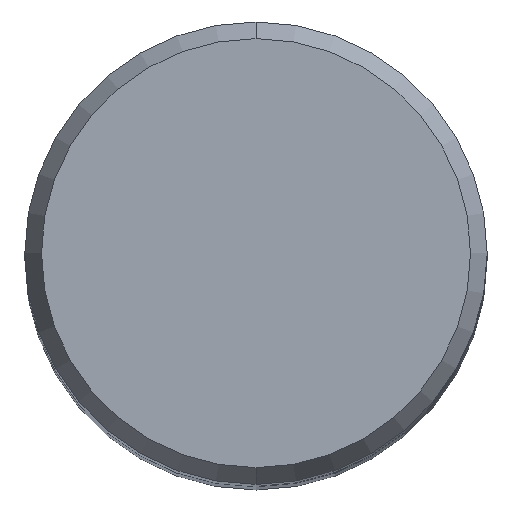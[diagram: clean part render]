
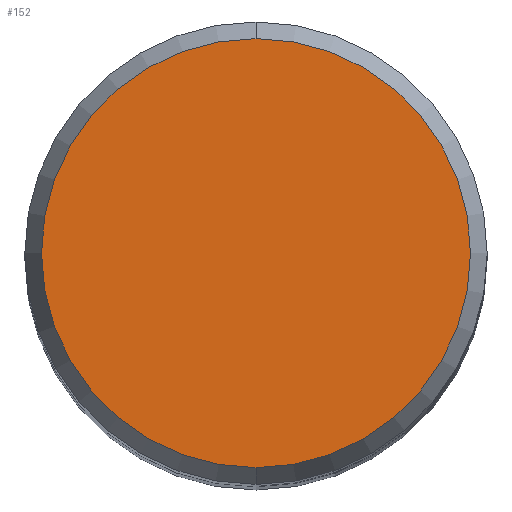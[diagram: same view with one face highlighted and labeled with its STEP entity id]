
A CAD part, top view. The second image highlights one B-rep face of the part: STEP entity #152.
In plain terms, the highlighted planar face has unit normal (0, 0, 1).
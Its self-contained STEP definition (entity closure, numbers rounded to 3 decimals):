
#84=EDGE_CURVE('',#134,#104,#205,.T.);
#104=VERTEX_POINT('',#226);
#134=VERTEX_POINT('',#263);
#152=ADVANCED_FACE('',(#283),#284,.T.);
#160=EDGE_CURVE('',#104,#134,#292,.T.);
#205=CIRCLE('',#333,8.837);
#226=CARTESIAN_POINT('',(0.,-8.837,0.01));
#263=CARTESIAN_POINT('',(0.0,8.837,0.01));
#283=FACE_OUTER_BOUND('',#427,.T.);
#284=PLANE('',#428);
#292=CIRCLE('',#441,8.837);
#333=AXIS2_PLACEMENT_3D('',#476,#477,#478);
#427=EDGE_LOOP('',(#569,#570));
#428=AXIS2_PLACEMENT_3D('',#571,#572,#573);
#441=AXIS2_PLACEMENT_3D('',#581,#582,#583);
#476=CARTESIAN_POINT('',(0.0,0.0,0.01));
#477=DIRECTION('',(0.0,0.0,-1.0));
#478=DIRECTION('',(0.0,1.0,0.0));
#569=ORIENTED_EDGE('',*,*,#84,.F.);
#570=ORIENTED_EDGE('',*,*,#160,.F.);
#571=CARTESIAN_POINT('',(0.0,4.419,0.01));
#572=DIRECTION('',(-0.0,0.0,1.0));
#573=DIRECTION('',(0.0,-1.0,0.0));
#581=CARTESIAN_POINT('',(0.0,0.0,0.01));
#582=DIRECTION('',(0.0,0.0,-1.0));
#583=DIRECTION('',(0.0,1.0,0.0));
